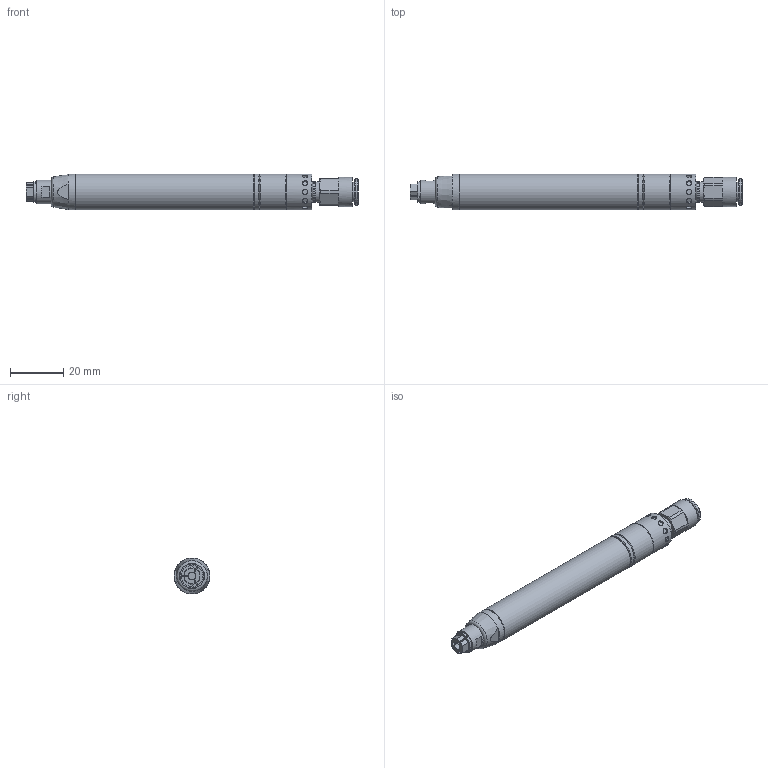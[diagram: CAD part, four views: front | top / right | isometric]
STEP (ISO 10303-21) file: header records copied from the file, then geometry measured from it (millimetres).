
FILE_DESCRIPTION((''),'2;1');
FILE_NAME('ES 550 ZG_29924597.stp','2011-04-08T14:47:50',('ibasyouni'),(''),'Autodesk Inventor 2008','Autodesk Inventor 2008','');
FILE_SCHEMA(('AUTOMOTIVE_DESIGN { 1 0 10303 214 1 1 1 1 }'));
Length unit declared in the file: millimetre
Products named in the file (1): ES 550 ZG_29924597
Bounding box: 124.87 x 13.5 x 13.5 mm (x, y, z)
Volume: 14992.8 mm3; surface area: 6924.4 mm2
Topology: 1 solids, 3 shells, 163 faces, 380 edges, 241 vertices
Faces by surface type: plane 67, cylinder 54, cone 32, torus 7, bspline 3
Full cylindrical faces by diameter (mm): 2 x12, 3 x1, 3.1 x1, 4.134 x1, 5 x1, 6 x1, 7.2 x1, 7.8 x1, 8 x1, 9 x1, 9.5 x1, 9.9 x1, 10.8 x1, 11 x1, 11.009 x1, 11.2 x1, 12.24 x1, 13.4 x2, 13.5 x3
Entity records: 5565 total; most frequent: CARTESIAN_POINT 2071, DIRECTION 661, ORIENTED_EDGE 606, EDGE_CURVE 303, AXIS2_PLACEMENT_3D 280, EDGE_LOOP 247, VERTEX_POINT 220, FACE_OUTER_BOUND 163
